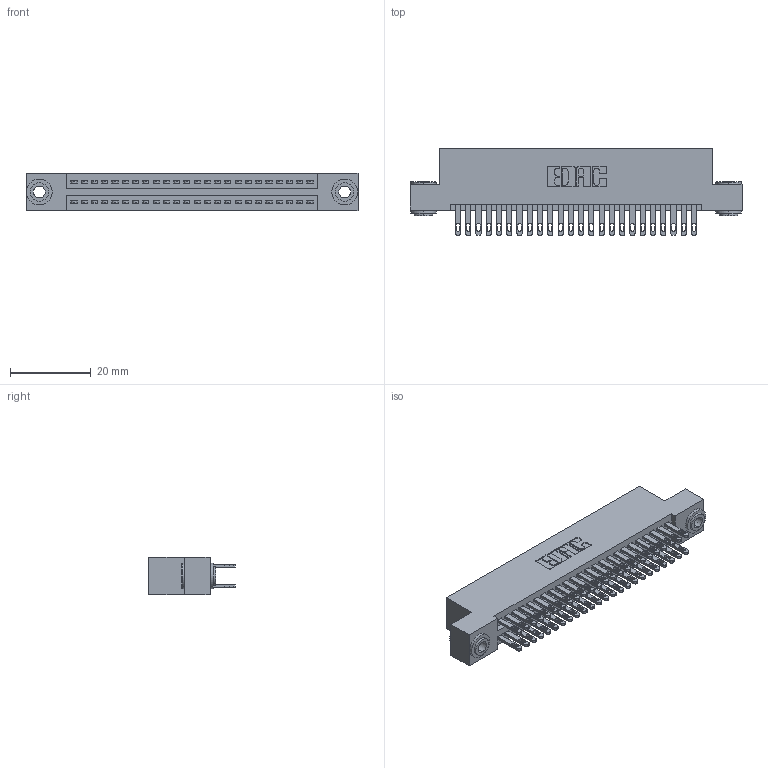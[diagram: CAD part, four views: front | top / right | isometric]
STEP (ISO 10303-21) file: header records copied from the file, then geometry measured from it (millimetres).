
FILE_DESCRIPTION (( 'STEP AP203' ), '1' );
FILE_NAME ('345-048-500-203.STEP', '2019-10-29T03:34:22', ( '' ), ( '' ), 'SwSTEP 2.0', 'SolidWorks 2016', '' );
FILE_SCHEMA (( 'CONFIG_CONTROL_DESIGN' ));
Length unit declared in the file: inch
Products named in the file (4): 345-048-500-203; 345-250-002_345-250-002-102; 345-292-001_345-293-100; 345 Part_Flush Mounting Lugs - 0.156 Dia-TH
Assembly tree (51 placements, depth 2):
  345-048-500-203
    345 Part_Flush Mounting Lugs - 0.156 Dia-TH
    345-292-001_345-293-100  x48
    345-250-002_345-250-002-102  x2
Bounding box: 82.17 x 21.51 x 9.4 mm (x, y, z)
Volume: 7981 mm3; surface area: 12143.1 mm2
Topology: 51 solids, 51 shells, 2372 faces, 7185 edges, 4786 vertices
Faces by surface type: plane 1386, cylinder 978, cone 8
Entity records: 21834 total; most frequent: CARTESIAN_POINT 3651, ORIENTED_EDGE 3578, DIRECTION 3275, EDGE_CURVE 1789, VECTOR 1533, LINE 1533, VERTEX_POINT 1190, AXIS2_PLACEMENT_3D 871
